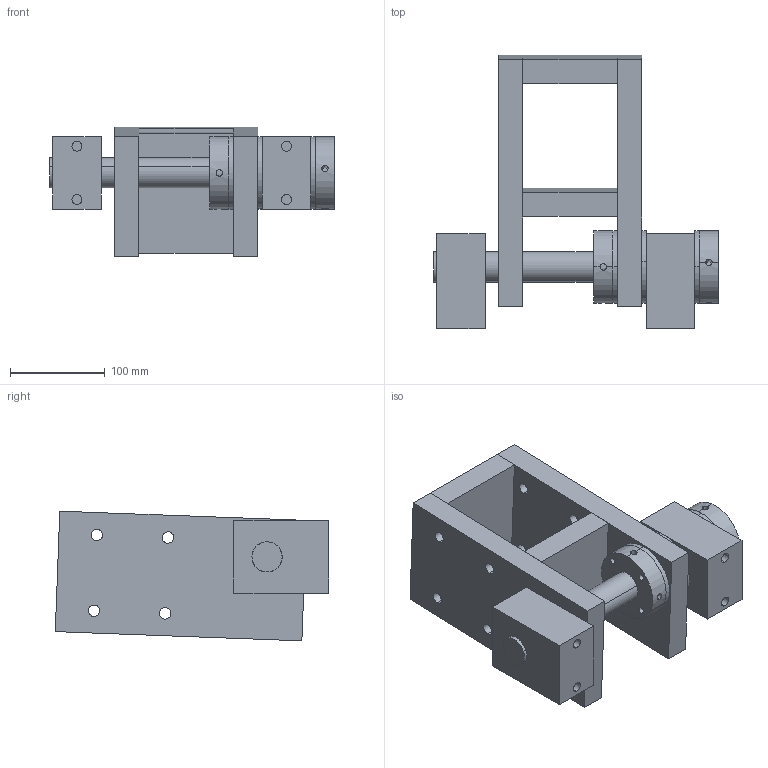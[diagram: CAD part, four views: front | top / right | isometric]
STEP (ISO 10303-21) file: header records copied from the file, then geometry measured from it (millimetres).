
FILE_DESCRIPTION (( 'STEP AP203' ), '1' );
FILE_NAME ('SupportAssembly.STEP', '2012-05-26T03:03:02', ( '' ), ( '' ), 'SwSTEP 2.0', 'SolidWorks 2010', '' );
FILE_SCHEMA (( 'CONFIG_CONTROL_DESIGN' ));
Length unit declared in the file: millimetre
Products named in the file (7): ShaftBlock; SupportAssembly; SupportThrustWasher; DriveCollar; SupportBar; BridgeBar; SupportShaft
Assembly tree (12 placements, depth 2):
  SupportAssembly
    DriveCollar  x2
    BridgeBar  x2
    SupportShaft
    ShaftBlock  x2
    SupportThrustWasher  x3
    SupportBar  x2
Bounding box: 300 x 288.1 x 136.62 mm (x, y, z)
Volume: 3376556.5 mm3; surface area: 423485.1 mm2
Topology: 12 solids, 12 shells, 138 faces, 354 edges, 236 vertices
Faces by surface type: cylinder 86, plane 52
Entity records: 3559 total; most frequent: CARTESIAN_POINT 897, DIRECTION 384, ORIENTED_EDGE 348, EDGE_CURVE 174, AXIS2_PLACEMENT_3D 151, VERTEX_POINT 116, EDGE_LOOP 98, LINE 82
